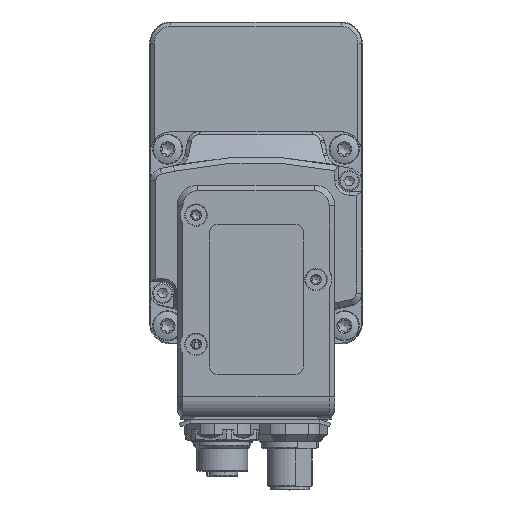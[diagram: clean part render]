
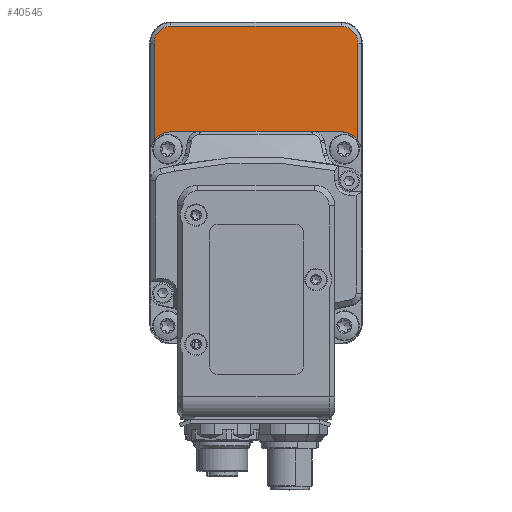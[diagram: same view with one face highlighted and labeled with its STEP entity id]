
A CAD part, top view. The second image highlights one B-rep face of the part: STEP entity #40545.
In plain terms, the highlighted planar face has unit normal (0, 0, 1).
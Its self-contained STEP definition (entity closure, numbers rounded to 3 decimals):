
#556=ELLIPSE('',#43196,5.5,5.5);
#558=ELLIPSE('',#43217,5.5,5.5);
#2951=PLANE('',#43224);
#4191=FACE_OUTER_BOUND('',#6424,.T.);
#6424=EDGE_LOOP('',(#27995,#27996,#27997,#27998,#27999,#28000,#28001,#28002));
#8791=LINE('',#60380,#11701);
#8806=LINE('',#60446,#11716);
#8808=LINE('',#60450,#11718);
#8809=LINE('',#60454,#11719);
#11701=VECTOR('',#47709,10.);
#11716=VECTOR('',#47784,10.);
#11718=VECTOR('',#47788,10.);
#11719=VECTOR('',#47791,10.);
#14562=CIRCLE('',#43225,4.5);
#14563=CIRCLE('',#43226,4.5);
#16381=VERTEX_POINT('',#60377);
#16382=VERTEX_POINT('',#60379);
#16384=VERTEX_POINT('',#60385);
#16397=VERTEX_POINT('',#60425);
#16403=VERTEX_POINT('',#60445);
#16404=VERTEX_POINT('',#60449);
#16405=VERTEX_POINT('',#60451);
#16406=VERTEX_POINT('',#60453);
#20784=EDGE_CURVE('',#16381,#16382,#8791,.T.);
#20788=EDGE_CURVE('',#16384,#16381,#556,.F.);
#20807=EDGE_CURVE('',#16397,#16382,#558,.T.);
#20817=EDGE_CURVE('',#16397,#16403,#8806,.T.);
#20819=EDGE_CURVE('',#16404,#16384,#8808,.T.);
#20820=EDGE_CURVE('',#16405,#16404,#14562,.T.);
#20821=EDGE_CURVE('',#16406,#16405,#8809,.T.);
#20822=EDGE_CURVE('',#16403,#16406,#14563,.T.);
#27995=ORIENTED_EDGE('',*,*,#20819,.F.);
#27996=ORIENTED_EDGE('',*,*,#20820,.F.);
#27997=ORIENTED_EDGE('',*,*,#20821,.F.);
#27998=ORIENTED_EDGE('',*,*,#20822,.F.);
#27999=ORIENTED_EDGE('',*,*,#20817,.F.);
#28000=ORIENTED_EDGE('',*,*,#20807,.T.);
#28001=ORIENTED_EDGE('',*,*,#20784,.F.);
#28002=ORIENTED_EDGE('',*,*,#20788,.F.);
#40545=ADVANCED_FACE('',(#4191),#2951,.F.);
#43196=AXIS2_PLACEMENT_3D('',#60387,#47716,#47717);
#43217=AXIS2_PLACEMENT_3D('',#60426,#47763,#47764);
#43224=AXIS2_PLACEMENT_3D('',#60448,#47786,#47787);
#43225=AXIS2_PLACEMENT_3D('',#60452,#47789,#47790);
#43226=AXIS2_PLACEMENT_3D('',#60455,#47792,#47793);
#47709=DIRECTION('',(-1.,0.,0.));
#47716=DIRECTION('center_axis',(0.,0.,
-1.));
#47717=DIRECTION('ref_axis',(1.,0.,0.));
#47763=DIRECTION('center_axis',(0.,0.,
-1.));
#47764=DIRECTION('ref_axis',(-1.,0.,0.));
#47784=DIRECTION('',(0.,1.,0.));
#47786=DIRECTION('center_axis',(0.,0.,
-1.));
#47787=DIRECTION('ref_axis',(-1.,0.,0.));
#47788=DIRECTION('',(0.,-1.,0.));
#47789=DIRECTION('center_axis',(0.,0.,
-1.));
#47790=DIRECTION('ref_axis',(0.707,0.707,0.));
#47791=DIRECTION('',(1.,0.,0.));
#47792=DIRECTION('center_axis',(0.,0.,
-1.));
#47793=DIRECTION('ref_axis',(-0.707,0.707,0.));
#60377=CARTESIAN_POINT('',(22.691,28.2,-1.));
#60379=CARTESIAN_POINT('',(-22.691,28.2,-1.));
#60380=CARTESIAN_POINT('',(-28.2,28.2,-1.));
#60385=CARTESIAN_POINT('',(27.2,25.85,-1.));
#60387=CARTESIAN_POINT('Origin',(22.691,22.7,-1.));
#60425=CARTESIAN_POINT('',(-27.2,25.85,-1.));
#60426=CARTESIAN_POINT('Origin',(-22.691,22.7,-1.));
#60445=CARTESIAN_POINT('',(-27.2,51.9,-1.));
#60446=CARTESIAN_POINT('',(-27.2,28.7,-1.));
#60448=CARTESIAN_POINT('Origin',(0.,42.8,
-1.));
#60449=CARTESIAN_POINT('',(27.2,51.9,-1.));
#60450=CARTESIAN_POINT('',(27.2,28.7,-1.));
#60451=CARTESIAN_POINT('',(22.7,56.4,-1.));
#60452=CARTESIAN_POINT('Origin',(22.7,51.9,-1.));
#60453=CARTESIAN_POINT('',(-22.7,56.4,-1.));
#60454=CARTESIAN_POINT('',(-14.1,56.4,-1.));
#60455=CARTESIAN_POINT('Origin',(-22.7,51.9,-1.));
